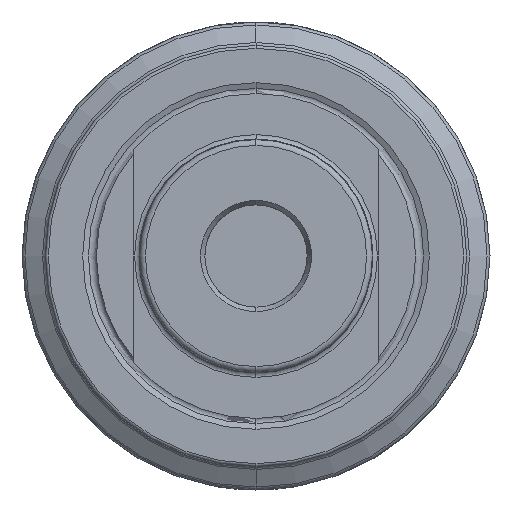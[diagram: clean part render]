
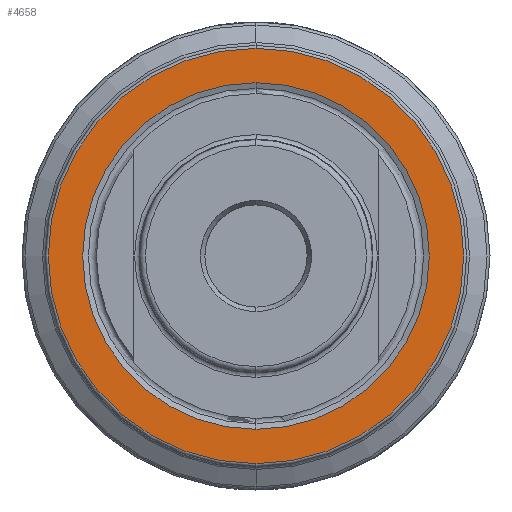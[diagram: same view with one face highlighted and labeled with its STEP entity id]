
A CAD part, left-side view. The second image highlights one B-rep face of the part: STEP entity #4658.
In plain terms, the highlighted planar face has unit normal (-1, 0, 0).
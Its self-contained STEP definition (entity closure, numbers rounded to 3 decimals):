
#18 = AXIS2_PLACEMENT_3D ( 'NONE', #10713, #5741, #640 ) ;
#267 = CARTESIAN_POINT ( 'NONE',  ( 40., 0., 0. ) ) ;
#542 = DIRECTION ( 'NONE',  ( 0., 0., 1. ) ) ;
#580 = CARTESIAN_POINT ( 'NONE',  ( 40., 0., 0. ) ) ;
#640 = DIRECTION ( 'NONE',  ( 0., 0., 1. ) ) ;
#732 = DIRECTION ( 'NONE',  ( -1., 0., 0. ) ) ;
#1136 = DIRECTION ( 'NONE',  ( 0., 0., 1. ) ) ;
#1160 = CARTESIAN_POINT ( 'NONE',  ( 40., 0., -35.5 ) ) ;
#1773 = EDGE_CURVE ( 'NONE', #9843, #8373, #8076, .T. ) ;
#1876 = FACE_BOUND ( 'NONE', #5306, .T. ) ;
#2010 = CARTESIAN_POINT ( 'NONE',  ( 40., 0., 29.626 ) ) ;
#2141 = FACE_OUTER_BOUND ( 'NONE', #8897, .T. ) ;
#2772 = ORIENTED_EDGE ( 'NONE', *, *, #4781, .F. ) ;
#3335 = CARTESIAN_POINT ( 'NONE',  ( 40., 0., 0. ) ) ;
#4191 = DIRECTION ( 'NONE',  ( 0., 0., 1. ) ) ;
#4228 = CARTESIAN_POINT ( 'NONE',  ( 40., 0., 35.5 ) ) ;
#4283 = AXIS2_PLACEMENT_3D ( 'NONE', #580, #732, #542 ) ;
#4552 = DIRECTION ( 'NONE',  ( 0., 0., -1. ) ) ;
#4658 = ADVANCED_FACE ( 'NONE', ( #1876, #2141 ), #7888, .F. ) ;
#4781 = EDGE_CURVE ( 'NONE', #8373, #9843, #9986, .T. ) ;
#4843 = ORIENTED_EDGE ( 'NONE', *, *, #7669, .T. ) ;
#5306 = EDGE_LOOP ( 'NONE', ( #2772, #7517 ) ) ;
#5381 = VERTEX_POINT ( 'NONE', #1160 ) ;
#5741 = DIRECTION ( 'NONE',  ( -1., 0., 0. ) ) ;
#6129 = AXIS2_PLACEMENT_3D ( 'NONE', #3335, #9188, #4191 ) ;
#6212 = DIRECTION ( 'NONE',  ( -1., 0., 0. ) ) ;
#6515 = EDGE_CURVE ( 'NONE', #5381, #8890, #9316, .T. ) ;
#7024 = AXIS2_PLACEMENT_3D ( 'NONE', #2010, #9542, #4552 ) ;
#7072 = CARTESIAN_POINT ( 'NONE',  ( 40., 0., -29.626 ) ) ;
#7517 = ORIENTED_EDGE ( 'NONE', *, *, #1773, .F. ) ;
#7593 = ORIENTED_EDGE ( 'NONE', *, *, #6515, .T. ) ;
#7669 = EDGE_CURVE ( 'NONE', #8890, #5381, #9700, .T. ) ;
#7888 = PLANE ( 'NONE',  #7024 ) ;
#8076 = CIRCLE ( 'NONE', #4283, 29.626 ) ;
#8373 = VERTEX_POINT ( 'NONE', #10832 ) ;
#8890 = VERTEX_POINT ( 'NONE', #4228 ) ;
#8897 = EDGE_LOOP ( 'NONE', ( #4843, #7593 ) ) ;
#9188 = DIRECTION ( 'NONE',  ( -1., 0., 0. ) ) ;
#9316 = CIRCLE ( 'NONE', #6129, 35.5 ) ;
#9542 = DIRECTION ( 'NONE',  ( 1., 0., 0. ) ) ;
#9700 = CIRCLE ( 'NONE', #18, 35.5 ) ;
#9843 = VERTEX_POINT ( 'NONE', #7072 ) ;
#9986 = CIRCLE ( 'NONE', #10355, 29.626 ) ;
#10355 = AXIS2_PLACEMENT_3D ( 'NONE', #267, #6212, #1136 ) ;
#10713 = CARTESIAN_POINT ( 'NONE',  ( 40., 0., 0. ) ) ;
#10832 = CARTESIAN_POINT ( 'NONE',  ( 40., 0., 29.626 ) ) ;
